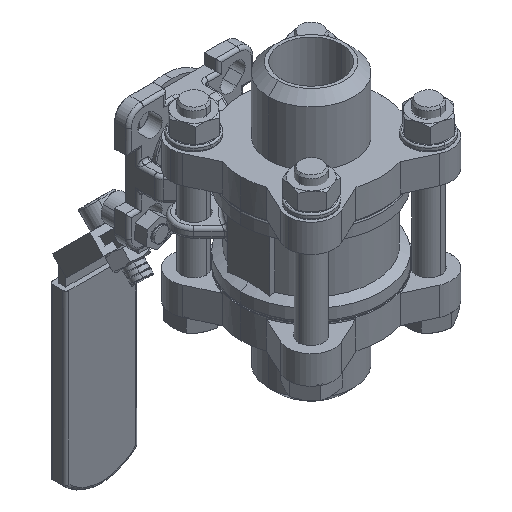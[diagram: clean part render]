
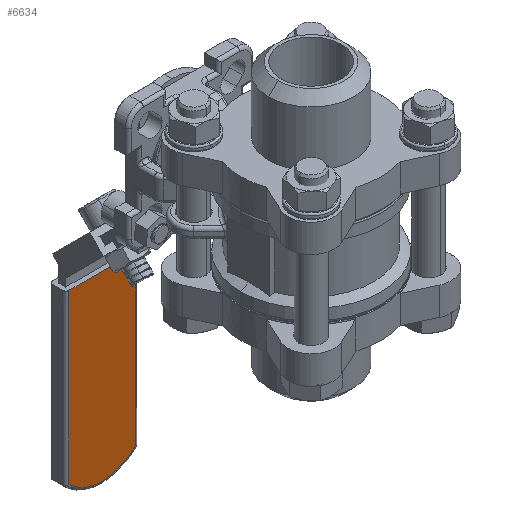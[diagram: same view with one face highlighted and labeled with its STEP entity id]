
A CAD part, isometric view. The second image highlights one B-rep face of the part: STEP entity #6634.
In plain terms, the highlighted face is planar.
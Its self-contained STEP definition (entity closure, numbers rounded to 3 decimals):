
#616 = EDGE_LOOP ( 'NONE', ( #20020, #26183, #1048, #27936, #20056 ) ) ;
#627 = DIRECTION ( 'NONE',  ( -1., 0., 0. ) ) ;
#661 = DIRECTION ( 'NONE',  ( 0., 0., 1. ) ) ;
#728 = VERTEX_POINT ( 'NONE', #34157 ) ;
#745 = PLANE ( 'NONE',  #10263 ) ;
#908 = CARTESIAN_POINT ( 'NONE',  ( 45., 0., 2.75 ) ) ;
#1048 = ORIENTED_EDGE ( 'NONE', *, *, #17236, .T. ) ;
#3607 = CARTESIAN_POINT ( 'NONE',  ( 45., 0., 2.75 ) ) ;
#5253 = VECTOR ( 'NONE', #20884, 1000. ) ;
#5264 = EDGE_CURVE ( 'NONE', #8556, #20355, #27560, .T. ) ;
#6508 = DIRECTION ( 'NONE',  ( 1., 0., 0. ) ) ;
#6634 = ADVANCED_FACE ( 'NONE', ( #26590 ), #745, .T. ) ;
#7760 = CARTESIAN_POINT ( 'NONE',  ( 0., 11.1, 2.75 ) ) ;
#8556 = VERTEX_POINT ( 'NONE', #30135 ) ;
#10020 = CIRCLE ( 'NONE', #11553, 15.5 ) ;
#10263 = AXIS2_PLACEMENT_3D ( 'NONE', #908, #661, #627 ) ;
#11344 = DIRECTION ( 'NONE',  ( 0., 1., 0. ) ) ;
#11553 = AXIS2_PLACEMENT_3D ( 'NONE', #3607, #23378, #6508 ) ;
#11587 = CARTESIAN_POINT ( 'NONE',  ( 55.819, -11.1, 2.75 ) ) ;
#12777 = LINE ( 'NONE', #15195, #5253 ) ;
#13422 = DIRECTION ( 'NONE',  ( -1., 0., 0. ) ) ;
#14045 = LINE ( 'NONE', #28224, #28176 ) ;
#15195 = CARTESIAN_POINT ( 'NONE',  ( 56.218, -11.1, 2.75 ) ) ;
#17236 = EDGE_CURVE ( 'NONE', #20355, #728, #30173, .T. ) ;
#18877 = VERTEX_POINT ( 'NONE', #27844 ) ;
#20020 = ORIENTED_EDGE ( 'NONE', *, *, #23942, .T. ) ;
#20056 = ORIENTED_EDGE ( 'NONE', *, *, #24512, .T. ) ;
#20355 = VERTEX_POINT ( 'NONE', #35138 ) ;
#20884 = DIRECTION ( 'NONE',  ( 1., 0., 0. ) ) ;
#20976 = DIRECTION ( 'NONE',  ( 1., 0., 0. ) ) ;
#21105 = DIRECTION ( 'NONE',  ( 0., 0., 1. ) ) ;
#21140 = CARTESIAN_POINT ( 'NONE',  ( 45., 0., 2.75 ) ) ;
#23378 = DIRECTION ( 'NONE',  ( 0., 0., 1. ) ) ;
#23942 = EDGE_CURVE ( 'NONE', #29241, #8556, #10020, .T. ) ;
#24512 = EDGE_CURVE ( 'NONE', #18877, #29241, #12777, .T. ) ;
#26183 = ORIENTED_EDGE ( 'NONE', *, *, #5264, .T. ) ;
#26590 = FACE_OUTER_BOUND ( 'NONE', #616, .T. ) ;
#27560 = CIRCLE ( 'NONE', #30762, 15.5 ) ;
#27844 = CARTESIAN_POINT ( 'NONE',  ( 0., -11.1, 2.75 ) ) ;
#27936 = ORIENTED_EDGE ( 'NONE', *, *, #34918, .F. ) ;
#28176 = VECTOR ( 'NONE', #11344, 1000. ) ;
#28224 = CARTESIAN_POINT ( 'NONE',  ( 0., -12.1, 2.75 ) ) ;
#29241 = VERTEX_POINT ( 'NONE', #11587 ) ;
#29301 = VECTOR ( 'NONE', #13422, 1000. ) ;
#30135 = CARTESIAN_POINT ( 'NONE',  ( 60.5, 0., 2.75 ) ) ;
#30173 = LINE ( 'NONE', #7760, #29301 ) ;
#30762 = AXIS2_PLACEMENT_3D ( 'NONE', #21140, #21105, #20976 ) ;
#34157 = CARTESIAN_POINT ( 'NONE',  ( 0., 11.1, 2.75 ) ) ;
#34918 = EDGE_CURVE ( 'NONE', #18877, #728, #14045, .T. ) ;
#35138 = CARTESIAN_POINT ( 'NONE',  ( 55.819, 11.1, 2.75 ) ) ;
